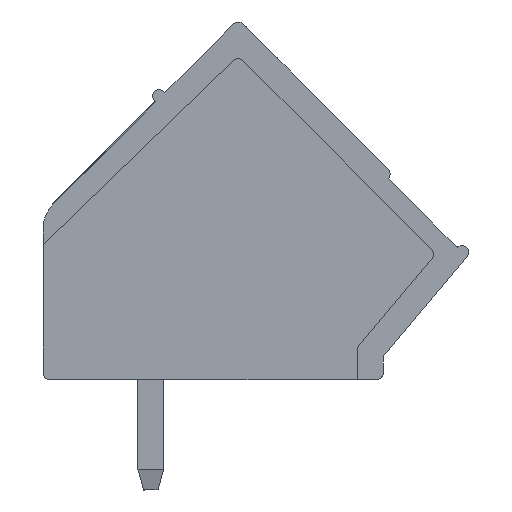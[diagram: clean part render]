
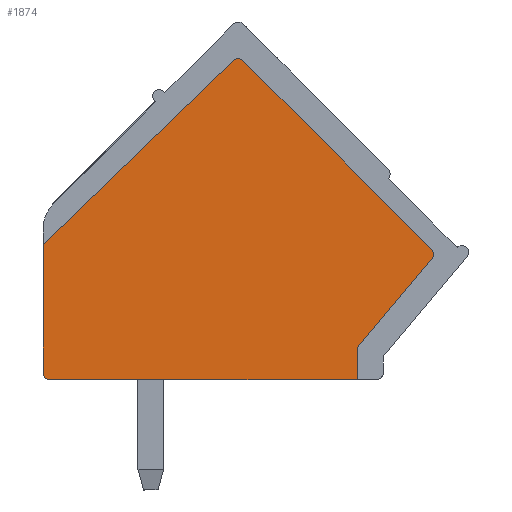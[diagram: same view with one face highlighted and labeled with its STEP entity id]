
A CAD part, left-side view. The second image highlights one B-rep face of the part: STEP entity #1874.
In plain terms, the highlighted planar face has unit normal (-1, 0, 0).
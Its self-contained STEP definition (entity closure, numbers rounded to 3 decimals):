
#1874=ADVANCED_FACE('',(#3916),#3917,.T.);
#3916=FACE_OUTER_BOUND('',#6193,.T.);
#3917=PLANE('',#6194);
#6193=EDGE_LOOP('',(#11405,#11406,#11407,#11408,#11409,#11410,#11411,#11412,#11413));
#6194=AXIS2_PLACEMENT_3D('',#11414,#11415,#11416);
#11405=ORIENTED_EDGE('',*,*,#16026,.T.);
#11406=ORIENTED_EDGE('',*,*,#16133,.T.);
#11407=ORIENTED_EDGE('',*,*,#16114,.T.);
#11408=ORIENTED_EDGE('',*,*,#16124,.T.);
#11409=ORIENTED_EDGE('',*,*,#16106,.T.);
#11410=ORIENTED_EDGE('',*,*,#16019,.F.);
#11411=ORIENTED_EDGE('',*,*,#16136,.F.);
#11412=ORIENTED_EDGE('',*,*,#16064,.T.);
#11413=ORIENTED_EDGE('',*,*,#16104,.T.);
#11414=CARTESIAN_POINT('',(0.3,5.222,4.294));
#11415=DIRECTION('',(-1.0,0.,0.));
#11416=DIRECTION('',(0.,0.707,0.707));
#16019=EDGE_CURVE('',#19667,#19669,#19670,.T.);
#16026=EDGE_CURVE('',#19675,#19679,#19681,.T.);
#16064=EDGE_CURVE('',#19737,#19735,#19738,.T.);
#16104=EDGE_CURVE('',#19735,#19675,#19789,.T.);
#16106=EDGE_CURVE('',#19791,#19669,#19792,.T.);
#16114=EDGE_CURVE('',#19803,#19801,#19804,.T.);
#16124=EDGE_CURVE('',#19801,#19791,#19816,.T.);
#16133=EDGE_CURVE('',#19679,#19803,#19827,.T.);
#16136=EDGE_CURVE('',#19737,#19667,#19830,.T.);
#19667=VERTEX_POINT('',#25147);
#19669=VERTEX_POINT('',#25150);
#19670=CIRCLE('',#25151,0.2);
#19675=VERTEX_POINT('',#25157);
#19679=VERTEX_POINT('',#25163);
#19681=LINE('',#25166,#25167);
#19735=VERTEX_POINT('',#25244);
#19737=VERTEX_POINT('',#25247);
#19738=LINE('',#25248,#25249);
#19789=CIRCLE('',#25326,0.2);
#19791=VERTEX_POINT('',#25328);
#19792=LINE('',#25329,#25330);
#19801=VERTEX_POINT('',#25342);
#19803=VERTEX_POINT('',#25345);
#19804=LINE('',#25346,#25347);
#19816=CIRCLE('',#25363,0.2);
#19827=LINE('',#25377,#25378);
#19830=LINE('',#25382,#25383);
#25147=CARTESIAN_POINT('',(0.3,4.602,9.134));
#25150=CARTESIAN_POINT('',(0.3,4.322,9.131));
#25151=AXIS2_PLACEMENT_3D('',#29567,#29568,#29569);
#25157=CARTESIAN_POINT('',(0.3,10.271,-0.7));
#25163=CARTESIAN_POINT('',(0.3,0.799,-0.7));
#25166=CARTESIAN_POINT('',(0.3,15.562,-0.7));
#25167=VECTOR('',#29577,1.0);
#25244=CARTESIAN_POINT('',(0.3,10.471,-0.5));
#25247=CARTESIAN_POINT('',(0.3,10.471,3.466));
#25248=CARTESIAN_POINT('',(0.3,10.471,4.391));
#25249=VECTOR('',#29614,1.0);
#25326=AXIS2_PLACEMENT_3D('',#29644,#29645,#29646);
#25328=CARTESIAN_POINT('',(0.3,-1.497,3.312));
#25329=CARTESIAN_POINT('',(0.3,5.027,9.836));
#25330=VECTOR('',#29647,1.0);
#25342=CARTESIAN_POINT('',(0.3,-1.509,3.042));
#25345=CARTESIAN_POINT('',(0.3,0.799,0.291));
#25346=CARTESIAN_POINT('',(0.3,-2.143,3.798));
#25347=VECTOR('',#29652,1.);
#25363=AXIS2_PLACEMENT_3D('',#29660,#29661,#29662);
#25377=CARTESIAN_POINT('',(0.3,0.799,6.739));
#25378=VECTOR('',#29672,1.0);
#25382=CARTESIAN_POINT('',(0.3,3.885,9.826));
#25383=VECTOR('',#29674,1.0);
#29567=CARTESIAN_POINT('',(0.3,4.463,8.99));
#29568=DIRECTION('',(1.0,0.,0.));
#29569=DIRECTION('',(0.,-0.707,-0.707));
#29577=DIRECTION('',(0.,-1.0,0.0));
#29614=DIRECTION('',(0.,0.,-1.0));
#29644=CARTESIAN_POINT('',(0.3,10.271,-0.5));
#29645=DIRECTION('',(-1.0,0.,0.));
#29646=DIRECTION('',(0.,0.707,0.707));
#29647=DIRECTION('',(0.,0.707,0.707));
#29652=DIRECTION('',(0.,-0.643,0.766));
#29660=CARTESIAN_POINT('',(0.3,-1.356,3.171));
#29661=DIRECTION('',(-1.0,0.,0.));
#29662=DIRECTION('',(0.,0.707,0.707));
#29672=DIRECTION('',(0.,0.,1.));
#29674=DIRECTION('',(0.,-0.719,0.695));
